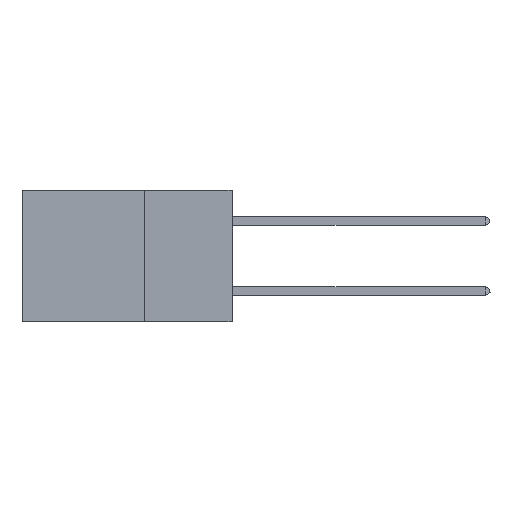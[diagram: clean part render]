
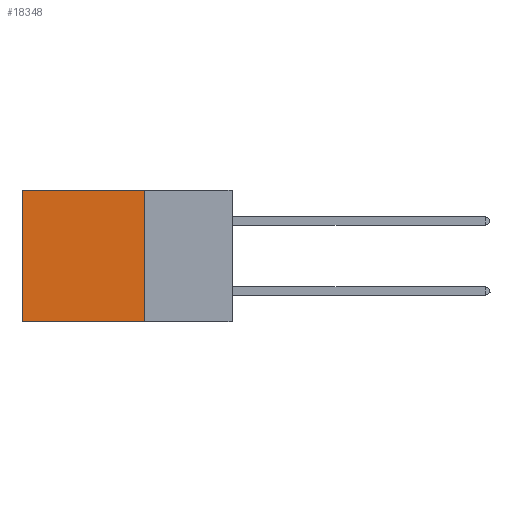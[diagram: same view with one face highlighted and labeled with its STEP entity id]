
A CAD part, left-side view. The second image highlights one B-rep face of the part: STEP entity #18348.
In plain terms, the highlighted planar face has unit normal (-1, 0, 0).
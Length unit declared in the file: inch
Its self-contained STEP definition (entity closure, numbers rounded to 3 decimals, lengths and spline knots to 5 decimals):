
#471 = VECTOR ( 'NONE', #9266, 39.37008 ) ;
#620 = VECTOR ( 'NONE', #13014, 39.37008 ) ;
#674 = EDGE_CURVE ( 'NONE', #20649, #17727, #19052, .T. ) ;
#699 = VECTOR ( 'NONE', #6285, 39.37008 ) ;
#1544 = CARTESIAN_POINT ( 'NONE',  ( 0.2875, 0.25, -0.375 ) ) ;
#1660 = LINE ( 'NONE', #1544, #15258 ) ;
#1828 = CARTESIAN_POINT ( 'NONE',  ( 0.2875, 0.6, 0. ) ) ;
#2073 = CARTESIAN_POINT ( 'NONE',  ( 0.2875, 0.25, -0.375 ) ) ;
#3067 = ORIENTED_EDGE ( 'NONE', *, *, #674, .F. ) ;
#5021 = CARTESIAN_POINT ( 'NONE',  ( 0.2875, 0.6, -0.375 ) ) ;
#5172 = EDGE_LOOP ( 'NONE', ( #6915, #22502, #3067, #20369 ) ) ;
#5804 = VERTEX_POINT ( 'NONE', #1828 ) ;
#6064 = CARTESIAN_POINT ( 'NONE',  ( 0.2875, 0.6, -0.375 ) ) ;
#6285 = DIRECTION ( 'NONE',  ( 0., 1., 0. ) ) ;
#6915 = ORIENTED_EDGE ( 'NONE', *, *, #8614, .T. ) ;
#7210 = CARTESIAN_POINT ( 'NONE',  ( 0.2875, 0.25, 0. ) ) ;
#7375 = AXIS2_PLACEMENT_3D ( 'NONE', #2073, #14477, #12491 ) ;
#8614 = EDGE_CURVE ( 'NONE', #5804, #11782, #12842, .T. ) ;
#9266 = DIRECTION ( 'NONE',  ( 0., 0., -1. ) ) ;
#10660 = EDGE_CURVE ( 'NONE', #17727, #11782, #1660, .T. ) ;
#11782 = VERTEX_POINT ( 'NONE', #5021 ) ;
#12105 = DIRECTION ( 'NONE',  ( 0., 1., 0. ) ) ;
#12491 = DIRECTION ( 'NONE',  ( 0., 0., -1. ) ) ;
#12842 = LINE ( 'NONE', #6064, #620 ) ;
#13014 = DIRECTION ( 'NONE',  ( 0., 0., -1. ) ) ;
#14112 = FACE_OUTER_BOUND ( 'NONE', #5172, .T. ) ;
#14477 = DIRECTION ( 'NONE',  ( 1., 0., 0. ) ) ;
#14849 = LINE ( 'NONE', #20222, #699 ) ;
#15213 = EDGE_CURVE ( 'NONE', #20649, #5804, #14849, .T. ) ;
#15258 = VECTOR ( 'NONE', #12105, 39.37008 ) ;
#16514 = CARTESIAN_POINT ( 'NONE',  ( 0.2875, 0.25, -0.375 ) ) ;
#17727 = VERTEX_POINT ( 'NONE', #16514 ) ;
#18348 = ADVANCED_FACE ( 'NONE', ( #14112 ), #21395, .F. ) ;
#19052 = LINE ( 'NONE', #21787, #471 ) ;
#20222 = CARTESIAN_POINT ( 'NONE',  ( 0.2875, 0.25, 0. ) ) ;
#20369 = ORIENTED_EDGE ( 'NONE', *, *, #15213, .T. ) ;
#20649 = VERTEX_POINT ( 'NONE', #7210 ) ;
#21395 = PLANE ( 'NONE',  #7375 ) ;
#21787 = CARTESIAN_POINT ( 'NONE',  ( 0.2875, 0.25, -0.375 ) ) ;
#22502 = ORIENTED_EDGE ( 'NONE', *, *, #10660, .F. ) ;
